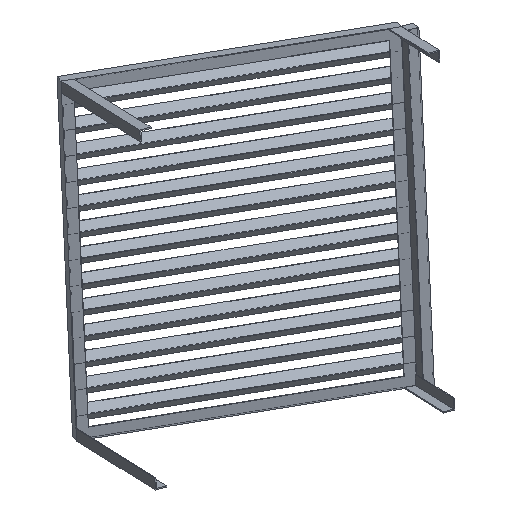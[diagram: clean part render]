
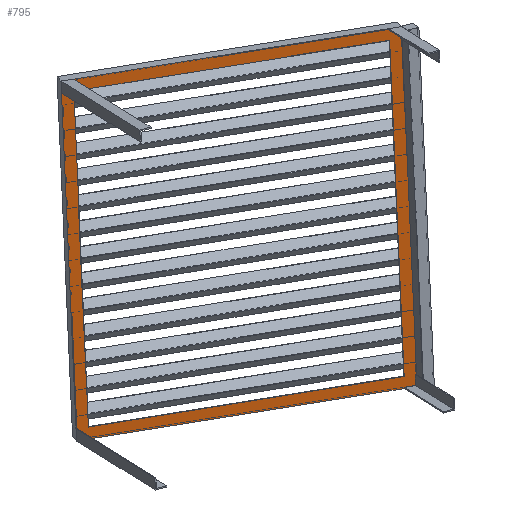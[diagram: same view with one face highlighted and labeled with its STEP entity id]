
A CAD part, front view. The second image highlights one B-rep face of the part: STEP entity #795.
In plain terms, the highlighted face is planar.
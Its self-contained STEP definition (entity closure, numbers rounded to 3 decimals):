
#37 = EDGE_LOOP ( 'NONE', ( #1525, #285, #226, #713 ) ) ;
#64 = LINE ( 'NONE', #1646, #1567 ) ;
#78 = CARTESIAN_POINT ( 'NONE',  ( 501.1, -4.335, -530.1 ) ) ;
#80 = EDGE_CURVE ( 'NONE', #2193, #1639, #344, .T. ) ;
#131 = VERTEX_POINT ( 'NONE', #1415 ) ;
#135 = VERTEX_POINT ( 'NONE', #1059 ) ;
#144 = VECTOR ( 'NONE', #2133, 1000. ) ;
#159 = DIRECTION ( 'NONE',  ( 1., 0., 0. ) ) ;
#180 = FACE_BOUND ( 'NONE', #37, .T. ) ;
#184 = ORIENTED_EDGE ( 'NONE', *, *, #80, .F. ) ;
#202 = EDGE_CURVE ( 'NONE', #135, #482, #930, .T. ) ;
#204 = VECTOR ( 'NONE', #497, 1000. ) ;
#226 = ORIENTED_EDGE ( 'NONE', *, *, #762, .F. ) ;
#228 = LINE ( 'NONE', #78, #390 ) ;
#261 = DIRECTION ( 'NONE',  ( 0., 0., 1. ) ) ;
#285 = ORIENTED_EDGE ( 'NONE', *, *, #1904, .F. ) ;
#336 = AXIS2_PLACEMENT_3D ( 'NONE', #756, #936, #1129 ) ;
#344 = LINE ( 'NONE', #1026, #578 ) ;
#390 = VECTOR ( 'NONE', #261, 1000. ) ;
#394 = CARTESIAN_POINT ( 'NONE',  ( 501.1, -4.335, -20. ) ) ;
#482 = VERTEX_POINT ( 'NONE', #1134 ) ;
#497 = DIRECTION ( 'NONE',  ( 0., 0., -1. ) ) ;
#535 = LINE ( 'NONE', #980, #204 ) ;
#578 = VECTOR ( 'NONE', #651, 1000. ) ;
#626 = LINE ( 'NONE', #2299, #144 ) ;
#651 = DIRECTION ( 'NONE',  ( 0., 0., 1. ) ) ;
#686 = EDGE_CURVE ( 'NONE', #131, #858, #535, .T. ) ;
#692 = DIRECTION ( 'NONE',  ( 0., 0., 1. ) ) ;
#713 = ORIENTED_EDGE ( 'NONE', *, *, #686, .F. ) ;
#756 = CARTESIAN_POINT ( 'NONE',  ( -78.9, -4.335, -550.1 ) ) ;
#762 = EDGE_CURVE ( 'NONE', #858, #1627, #626, .T. ) ;
#795 = ADVANCED_FACE ( 'NONE', ( #180, #1166 ), #1476, .T. ) ;
#837 = EDGE_CURVE ( 'NONE', #994, #131, #64, .T. ) ;
#858 = VERTEX_POINT ( 'NONE', #2156 ) ;
#930 = LINE ( 'NONE', #1435, #1253 ) ;
#936 = DIRECTION ( 'NONE',  ( 0., -1., 0. ) ) ;
#980 = CARTESIAN_POINT ( 'NONE',  ( -58.9, -4.335, -20. ) ) ;
#994 = VERTEX_POINT ( 'NONE', #394 ) ;
#997 = DIRECTION ( 'NONE',  ( 1., 0., 0. ) ) ;
#1026 = CARTESIAN_POINT ( 'NONE',  ( -78.9, -4.335, -550.1 ) ) ;
#1059 = CARTESIAN_POINT ( 'NONE',  ( 521.1, -4.335, -550.1 ) ) ;
#1120 = VECTOR ( 'NONE', #159, 1000. ) ;
#1129 = DIRECTION ( 'NONE',  ( 1., 0., 0. ) ) ;
#1134 = CARTESIAN_POINT ( 'NONE',  ( 521.1, -4.335, 0. ) ) ;
#1147 = ORIENTED_EDGE ( 'NONE', *, *, #202, .T. ) ;
#1166 = FACE_OUTER_BOUND ( 'NONE', #1463, .T. ) ;
#1185 = ORIENTED_EDGE ( 'NONE', *, *, #2099, .F. ) ;
#1189 = LINE ( 'NONE', #2095, #1953 ) ;
#1205 = LINE ( 'NONE', #2155, #1120 ) ;
#1253 = VECTOR ( 'NONE', #692, 1000. ) ;
#1262 = CARTESIAN_POINT ( 'NONE',  ( -78.9, -4.335, 0. ) ) ;
#1271 = CARTESIAN_POINT ( 'NONE',  ( 501.1, -4.335, -530.1 ) ) ;
#1415 = CARTESIAN_POINT ( 'NONE',  ( -58.9, -4.335, -20. ) ) ;
#1435 = CARTESIAN_POINT ( 'NONE',  ( 521.1, -4.335, -550.1 ) ) ;
#1463 = EDGE_LOOP ( 'NONE', ( #1185, #184, #2266, #1147 ) ) ;
#1476 = PLANE ( 'NONE',  #336 ) ;
#1525 = ORIENTED_EDGE ( 'NONE', *, *, #837, .F. ) ;
#1567 = VECTOR ( 'NONE', #1820, 1000. ) ;
#1627 = VERTEX_POINT ( 'NONE', #1271 ) ;
#1639 = VERTEX_POINT ( 'NONE', #1262 ) ;
#1646 = CARTESIAN_POINT ( 'NONE',  ( 501.1, -4.335, -20. ) ) ;
#1820 = DIRECTION ( 'NONE',  ( -1., 0., 0. ) ) ;
#1888 = EDGE_CURVE ( 'NONE', #2193, #135, #1189, .T. ) ;
#1904 = EDGE_CURVE ( 'NONE', #1627, #994, #228, .T. ) ;
#1953 = VECTOR ( 'NONE', #997, 1000. ) ;
#2095 = CARTESIAN_POINT ( 'NONE',  ( -78.9, -4.335, -550.1 ) ) ;
#2099 = EDGE_CURVE ( 'NONE', #1639, #482, #1205, .T. ) ;
#2133 = DIRECTION ( 'NONE',  ( 1., 0., 0. ) ) ;
#2155 = CARTESIAN_POINT ( 'NONE',  ( -78.9, -4.335, 0. ) ) ;
#2156 = CARTESIAN_POINT ( 'NONE',  ( -58.9, -4.335, -530.1 ) ) ;
#2193 = VERTEX_POINT ( 'NONE', #2310 ) ;
#2266 = ORIENTED_EDGE ( 'NONE', *, *, #1888, .T. ) ;
#2299 = CARTESIAN_POINT ( 'NONE',  ( -58.9, -4.335, -530.1 ) ) ;
#2310 = CARTESIAN_POINT ( 'NONE',  ( -78.9, -4.335, -550.1 ) ) ;
